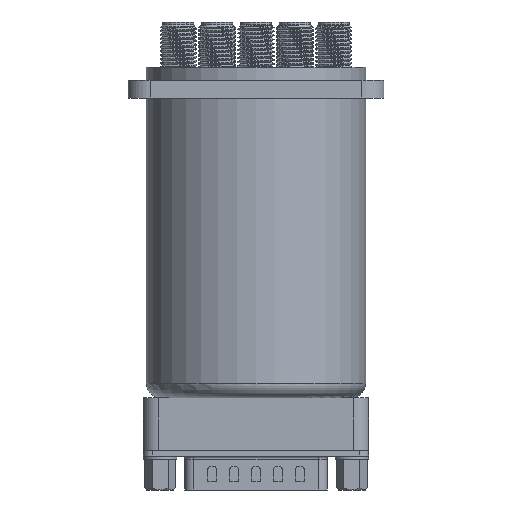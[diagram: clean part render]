
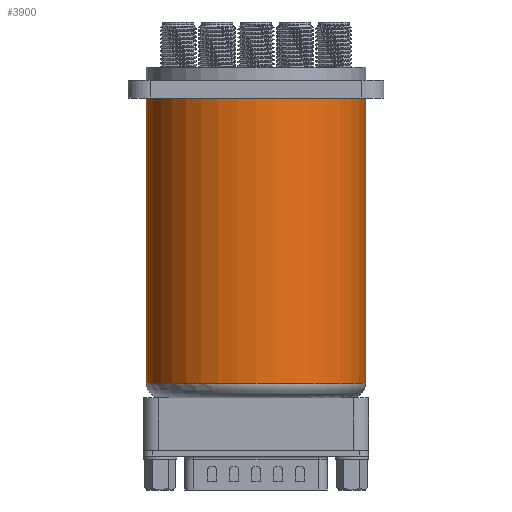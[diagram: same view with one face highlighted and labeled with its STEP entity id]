
A CAD part, front view. The second image highlights one B-rep face of the part: STEP entity #3900.
In plain terms, the highlighted cylindrical face has radius 19.05 mm (diameter 38.1 mm), a partial arc.
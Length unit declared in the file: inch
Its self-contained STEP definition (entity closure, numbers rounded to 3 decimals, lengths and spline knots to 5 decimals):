
#1767 = VERTEX_POINT ( 'NONE', #32503 ) ;
#3287 = VERTEX_POINT ( 'NONE', #24614 ) ;
#3322 = CARTESIAN_POINT ( 'NONE',  ( -0.75, 0., -2.16 ) ) ;
#3900 = ADVANCED_FACE ( 'NONE', ( #42544 ), #34542, .T. ) ;
#4715 = VECTOR ( 'NONE', #21150, 39.37008 ) ;
#5802 = DIRECTION ( 'NONE',  ( 0., 0., 1. ) ) ;
#6850 = CARTESIAN_POINT ( 'NONE',  ( 0., 0., -2.16 ) ) ;
#8254 = CARTESIAN_POINT ( 'NONE',  ( 0.75, 0., -0.21 ) ) ;
#9297 = DIRECTION ( 'NONE',  ( 0., 0., 1. ) ) ;
#10242 = LINE ( 'NONE', #41313, #4715 ) ;
#11578 = AXIS2_PLACEMENT_3D ( 'NONE', #6850, #18244, #18416 ) ;
#12178 = AXIS2_PLACEMENT_3D ( 'NONE', #29431, #5802, #41476 ) ;
#13651 = EDGE_CURVE ( 'NONE', #29618, #1767, #10242, .T. ) ;
#14109 = EDGE_LOOP ( 'NONE', ( #21387, #23424, #41616, #16723 ) ) ;
#16723 = ORIENTED_EDGE ( 'NONE', *, *, #27890, .F. ) ;
#18244 = DIRECTION ( 'NONE',  ( 0., 0., 1. ) ) ;
#18416 = DIRECTION ( 'NONE',  ( 1., 0., 0. ) ) ;
#19877 = EDGE_CURVE ( 'NONE', #3287, #30574, #41613, .T. ) ;
#21150 = DIRECTION ( 'NONE',  ( 0., 0., 1. ) ) ;
#21387 = ORIENTED_EDGE ( 'NONE', *, *, #13651, .F. ) ;
#22854 = DIRECTION ( 'NONE',  ( -1., 0., 0. ) ) ;
#23424 = ORIENTED_EDGE ( 'NONE', *, *, #32784, .T. ) ;
#23637 = CIRCLE ( 'NONE', #29110, 0.75 ) ;
#24614 = CARTESIAN_POINT ( 'NONE',  ( 0.75, 0., -2.16 ) ) ;
#25272 = CIRCLE ( 'NONE', #11578, 0.75 ) ;
#27890 = EDGE_CURVE ( 'NONE', #1767, #30574, #23637, .T. ) ;
#29110 = AXIS2_PLACEMENT_3D ( 'NONE', #30932, #34911, #22854 ) ;
#29431 = CARTESIAN_POINT ( 'NONE',  ( 0., 0., -2.26 ) ) ;
#29618 = VERTEX_POINT ( 'NONE', #3322 ) ;
#30574 = VERTEX_POINT ( 'NONE', #8254 ) ;
#30932 = CARTESIAN_POINT ( 'NONE',  ( 0., 0., -0.21 ) ) ;
#32503 = CARTESIAN_POINT ( 'NONE',  ( -0.75, 0., -0.21 ) ) ;
#32784 = EDGE_CURVE ( 'NONE', #29618, #3287, #25272, .T. ) ;
#33553 = VECTOR ( 'NONE', #9297, 39.37008 ) ;
#34542 = CYLINDRICAL_SURFACE ( 'NONE', #12178, 0.75 ) ;
#34911 = DIRECTION ( 'NONE',  ( 0., 0., 1. ) ) ;
#40348 = CARTESIAN_POINT ( 'NONE',  ( 0.75, 0., -2.26 ) ) ;
#41313 = CARTESIAN_POINT ( 'NONE',  ( -0.75, 0., -2.26 ) ) ;
#41476 = DIRECTION ( 'NONE',  ( 1., 0., 0. ) ) ;
#41613 = LINE ( 'NONE', #40348, #33553 ) ;
#41616 = ORIENTED_EDGE ( 'NONE', *, *, #19877, .T. ) ;
#42544 = FACE_OUTER_BOUND ( 'NONE', #14109, .T. ) ;
